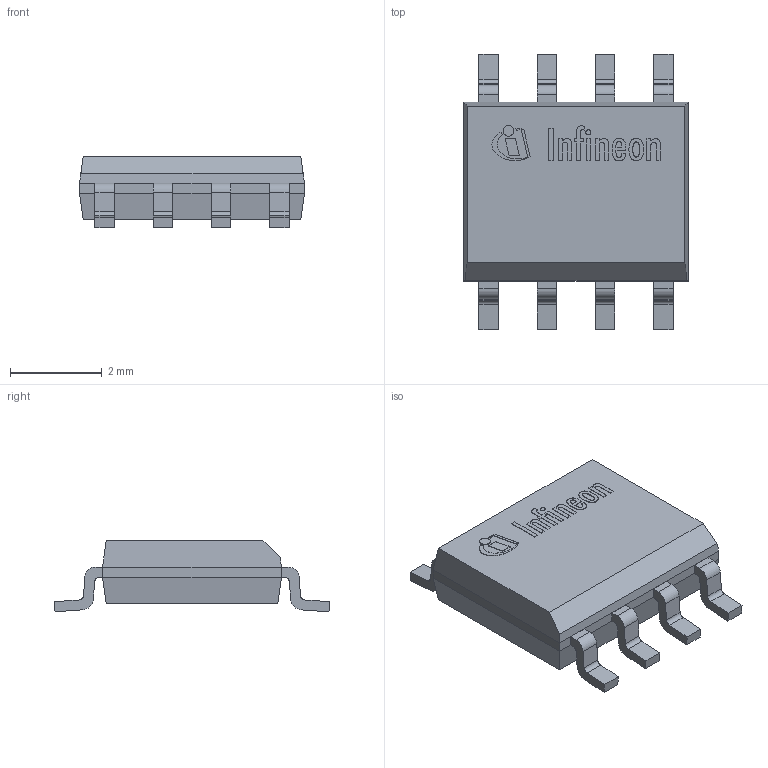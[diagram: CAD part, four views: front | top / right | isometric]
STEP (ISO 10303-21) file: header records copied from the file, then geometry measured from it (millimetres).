
FILE_DESCRIPTION(/* description */ (''),/* implementation_level */ '2;1');
FILE_NAME(/* name */ 'PG-DSO-8-904.stp',/* time_stamp */ '2018-05-21T10:53:01+08:00',/* author */ ('mdsaid'),/* organization */ (''),/* preprocessor_version */ 'ST-DEVELOPER v16.13',/* originating_system */ 'Autodesk Inventor 2018',/* authorisation */ '');
FILE_SCHEMA (('AUTOMOTIVE_DESIGN { 1 0 10303 214 3 1 1 }'));
Length unit declared in the file: millimetre
Products named in the file (6): PG-DSO-8-912; PG-DSO-8-912_LOWER_MOLD; PG-DSO-8-912_MIDDLE_MOLD; PG-DSO-8-912_UPPER_MOLD; PG-DSO-8-912_GULLWING; PG-DSO-8-912_LOGO
Assembly tree (12 placements, depth 2):
  PG-DSO-8-912
    PG-DSO-8-912_LOWER_MOLD
    PG-DSO-8-912_MIDDLE_MOLD
    PG-DSO-8-912_UPPER_MOLD
    PG-DSO-8-912_GULLWING  x8
    PG-DSO-8-912_LOGO
Bounding box: 4.9 x 6 x 1.56 mm (x, y, z)
Volume: 26.4 mm3; surface area: 154.8 mm2
Topology: 23 solids, 23 shells, 348 faces, 906 edges, 604 vertices
Faces by surface type: plane 179, cylinder 169
Full cylindrical faces by diameter (mm): 0.112 x1, 0.233 x1
Entity records: 8074 total; most frequent: DIRECTION 1470, CARTESIAN_POINT 1356, ORIENTED_EDGE 1304, EDGE_CURVE 652, AXIS2_PLACEMENT_3D 550, VERTEX_POINT 436, LINE 370, VECTOR 370
